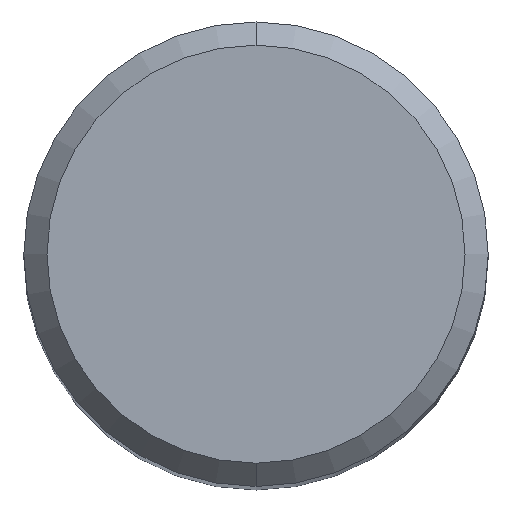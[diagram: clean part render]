
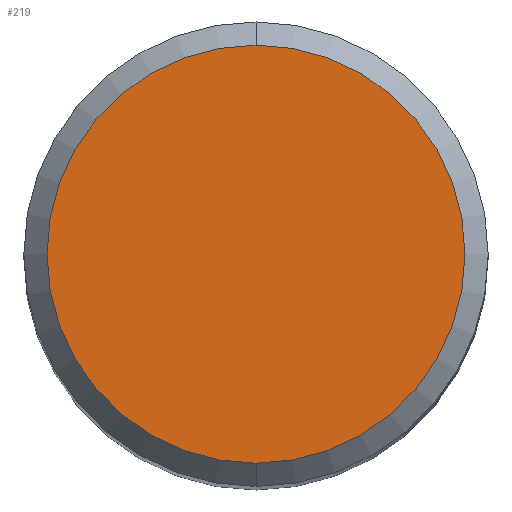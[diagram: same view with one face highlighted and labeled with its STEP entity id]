
A CAD part, top view. The second image highlights one B-rep face of the part: STEP entity #219.
In plain terms, the highlighted planar face has unit normal (0, 0, 1).
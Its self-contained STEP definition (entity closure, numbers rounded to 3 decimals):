
#111=EDGE_CURVE('',#141,#225,#263,.T.);
#133=EDGE_CURVE('',#225,#141,#289,.T.);
#141=VERTEX_POINT('',#298);
#219=ADVANCED_FACE('',(#386),#387,.T.);
#225=VERTEX_POINT('',#393);
#263=CIRCLE('',#427,3.6);
#289=CIRCLE('',#460,3.6);
#298=CARTESIAN_POINT('',(0.,-3.6,0.0));
#386=FACE_OUTER_BOUND('',#583,.T.);
#387=PLANE('',#584);
#393=CARTESIAN_POINT('',(0.0,3.6,0.0));
#427=AXIS2_PLACEMENT_3D('',#613,#614,#615);
#460=AXIS2_PLACEMENT_3D('',#656,#657,#658);
#583=EDGE_LOOP('',(#783,#784));
#584=AXIS2_PLACEMENT_3D('',#785,#786,#787);
#613=CARTESIAN_POINT('',(0.0,0.0,0.0));
#614=DIRECTION('',(0.0,0.0,-1.0));
#615=DIRECTION('',(0.0,1.0,0.0));
#656=CARTESIAN_POINT('',(0.0,0.0,0.0));
#657=DIRECTION('',(0.0,0.0,-1.0));
#658=DIRECTION('',(0.0,1.0,0.0));
#783=ORIENTED_EDGE('',*,*,#133,.F.);
#784=ORIENTED_EDGE('',*,*,#111,.F.);
#785=CARTESIAN_POINT('',(0.0,1.8,0.0));
#786=DIRECTION('',(-0.0,0.0,1.0));
#787=DIRECTION('',(0.0,-1.0,0.0));
